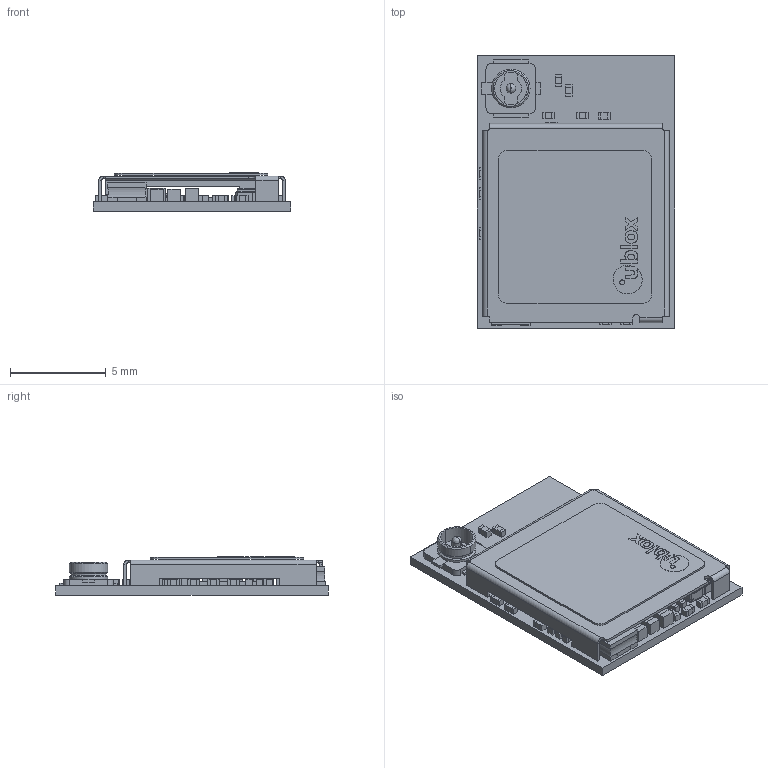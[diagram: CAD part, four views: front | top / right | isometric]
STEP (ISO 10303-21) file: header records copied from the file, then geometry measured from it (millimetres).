
FILE_DESCRIPTION(('Open CASCADE Model'),'2;1');
FILE_NAME('Open CASCADE Shape Model','2025-11-05T11:11:39',('Author'),( 'Open CASCADE'),'Open CASCADE STEP processor 7.5','Open CASCADE 7.5' ,'Unknown');
FILE_SCHEMA(('AUTOMOTIVE_DESIGN { 1 0 10303 214 1 1 1 1 }'));
Length unit declared in the file: millimetre
Products named in the file (139): PCB; Board; Open CASCADE STEP translator 7.5 1.1.1; R10; 7604365040; Extruded; 7604365200; R9; C60; 7604364560; 7604363760; C59; C58; E1; UBXH04-0000841_RGB16777215; R8; 7604359840; 7604360000; R7; 9257056608; 9618114208; L1; 7604362560; L4; J2; U.FL-R-SMT-1; C5; C1; U1; 9618113488; C41; F1; 8119487584; Cylinder; 9618112448; 9618112688; 9618112928; R6; R5; L7 ...
Assembly tree (303 placements, depth 5):
  PCB
    Board
      Open CASCADE STEP translator 7.5 1.1.1
    R10
      7604365040  x2
        Extruded
      7604365200
        Extruded
    R9
      7604365040  x2
        Extruded
      7604365200
        Extruded
    C60
      7604364560  x2
        Extruded
      7604363760
        Extruded
    C59
      7604364560  x2
        Extruded
      7604363760
        Extruded
    C58
      7604364560  x2
        Extruded
      7604363760
        Extruded
    E1
      UBXH04-0000841_RGB16777215
    R8
      7604359840  x2
        Extruded
      7604360000
        Extruded
    R7
      9257056608
        Extruded
      9618114208
        Extruded
      7604359840
        Extruded
    L1
      7604365040  x2
        Extruded
      7604362560
        Extruded
    L4
      7604364560  x2
        Extruded
      7604362560
        Extruded
    J2
      U.FL-R-SMT-1
    C5
      7604363760
        Extruded
      7604364560  x2
        Extruded
    C1
Bounding box: 10.3 x 14.2 x 1.99 mm (x, y, z)
Volume: 115 mm3; surface area: 926.2 mm2
Topology: 207 solids, 207 shells, 1641 faces, 3542 edges, 2317 vertices
Faces by surface type: plane 1409, cylinder 135, bspline 55, torus 24, cone 8, sphere 8, revolution 2
Full cylindrical faces by diameter (mm): 0.14 x1, 0.16 x2, 0.2 x1
Entity records: 25235 total; most frequent: CARTESIAN_POINT 4575, DIRECTION 3494, ORIENTED_EDGE 3120, EDGE_CURVE 1560, AXIS2_PLACEMENT_3D 1178, LINE 1136, VECTOR 1136, VERTEX_POINT 997
